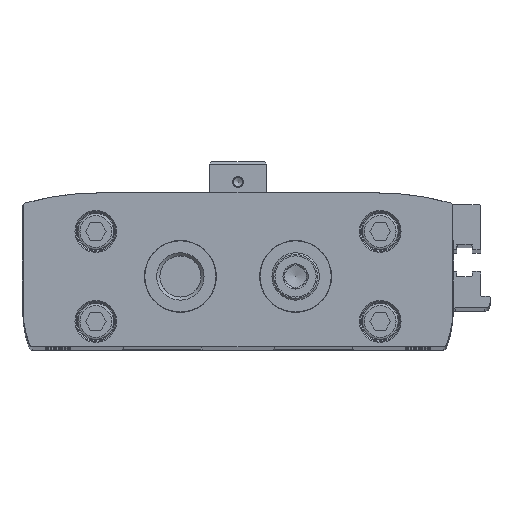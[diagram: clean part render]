
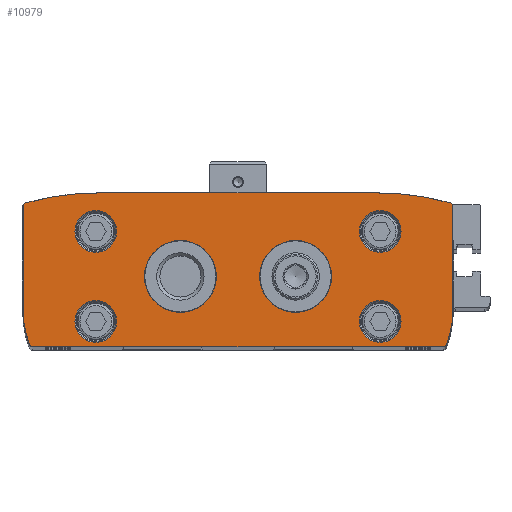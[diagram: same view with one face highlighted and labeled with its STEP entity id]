
A CAD part, top view. The second image highlights one B-rep face of the part: STEP entity #10979.
In plain terms, the highlighted planar face has unit normal (0, 0, 1).
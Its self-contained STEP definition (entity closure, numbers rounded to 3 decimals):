
#507=CIRCLE('',#11831,75.);
#513=CIRCLE('',#11840,75.);
#668=CIRCLE('',#12117,5.8);
#669=CIRCLE('',#12118,5.8);
#670=CIRCLE('',#12119,5.8);
#671=CIRCLE('',#12120,5.8);
#672=CIRCLE('',#12121,10.);
#673=CIRCLE('',#12122,10.);
#674=CIRCLE('',#12123,28.);
#675=CIRCLE('',#12124,1.);
#676=CIRCLE('',#12125,1.);
#677=CIRCLE('',#12126,28.);
#678=CIRCLE('',#12127,1.);
#679=CIRCLE('',#12128,1.);
#1946=ORIENTED_EDGE('',*,*,#4599,.F.);
#1947=ORIENTED_EDGE('',*,*,#4600,.F.);
#1948=ORIENTED_EDGE('',*,*,#4601,.F.);
#1949=ORIENTED_EDGE('',*,*,#4602,.F.);
#1950=ORIENTED_EDGE('',*,*,#4603,.F.);
#1951=ORIENTED_EDGE('',*,*,#4604,.F.);
#1952=ORIENTED_EDGE('',*,*,#4605,.T.);
#1953=ORIENTED_EDGE('',*,*,#4606,.T.);
#1954=ORIENTED_EDGE('',*,*,#4607,.T.);
#1955=ORIENTED_EDGE('',*,*,#4083,.T.);
#1956=ORIENTED_EDGE('',*,*,#4608,.T.);
#1957=ORIENTED_EDGE('',*,*,#4609,.T.);
#1958=ORIENTED_EDGE('',*,*,#4610,.T.);
#1959=ORIENTED_EDGE('',*,*,#4611,.T.);
#1960=ORIENTED_EDGE('',*,*,#4197,.T.);
#1961=ORIENTED_EDGE('',*,*,#4612,.T.);
#1962=ORIENTED_EDGE('',*,*,#4179,.T.);
#1963=ORIENTED_EDGE('',*,*,#4613,.T.);
#4083=EDGE_CURVE('',#5586,#5589,#6673,.T.);
#4179=EDGE_CURVE('',#5674,#5677,#507,.T.);
#4197=EDGE_CURVE('',#5692,#5695,#513,.T.);
#4599=EDGE_CURVE('',#5974,#5974,#668,.T.);
#4600=EDGE_CURVE('',#5975,#5975,#669,.T.);
#4601=EDGE_CURVE('',#5976,#5976,#670,.T.);
#4602=EDGE_CURVE('',#5977,#5977,#671,.T.);
#4603=EDGE_CURVE('',#5978,#5978,#672,.T.);
#4604=EDGE_CURVE('',#5979,#5979,#673,.T.);
#4605=EDGE_CURVE('',#5980,#5981,#6975,.T.);
#4606=EDGE_CURVE('',#5981,#5982,#674,.T.);
#4607=EDGE_CURVE('',#5982,#5586,#675,.T.);
#4608=EDGE_CURVE('',#5589,#5983,#676,.T.);
#4609=EDGE_CURVE('',#5983,#5984,#677,.T.);
#4610=EDGE_CURVE('',#5984,#5985,#6976,.T.);
#4611=EDGE_CURVE('',#5985,#5692,#678,.T.);
#4612=EDGE_CURVE('',#5695,#5674,#6977,.T.);
#4613=EDGE_CURVE('',#5677,#5980,#679,.T.);
#5586=VERTEX_POINT('',#16652);
#5589=VERTEX_POINT('',#16657);
#5674=VERTEX_POINT('',#16854);
#5677=VERTEX_POINT('',#16859);
#5692=VERTEX_POINT('',#16935);
#5695=VERTEX_POINT('',#16940);
#5974=VERTEX_POINT('',#17758);
#5975=VERTEX_POINT('',#17760);
#5976=VERTEX_POINT('',#17762);
#5977=VERTEX_POINT('',#17764);
#5978=VERTEX_POINT('',#17766);
#5979=VERTEX_POINT('',#17768);
#5980=VERTEX_POINT('',#17770);
#5981=VERTEX_POINT('',#17771);
#5982=VERTEX_POINT('',#17773);
#5983=VERTEX_POINT('',#17776);
#5984=VERTEX_POINT('',#17778);
#5985=VERTEX_POINT('',#17780);
#6673=LINE('',#16658,#7551);
#6975=LINE('',#17769,#7853);
#6976=LINE('',#17779,#7854);
#6977=LINE('',#17782,#7855);
#7551=VECTOR('',#13112,1000.);
#7853=VECTOR('',#14124,1000.);
#7854=VECTOR('',#14133,1000.);
#7855=VECTOR('',#14136,1000.);
#8610=EDGE_LOOP('',(#1946));
#8611=EDGE_LOOP('',(#1947));
#8612=EDGE_LOOP('',(#1948));
#8613=EDGE_LOOP('',(#1949));
#8614=EDGE_LOOP('',(#1950));
#8615=EDGE_LOOP('',(#1951));
#8616=EDGE_LOOP('',(#1952,#1953,#1954,#1955,#1956,#1957,#1958,#1959,#1960,
#1961,#1962,#1963));
#9640=FACE_BOUND('',#8610,.T.);
#9641=FACE_BOUND('',#8611,.T.);
#9642=FACE_BOUND('',#8612,.T.);
#9643=FACE_BOUND('',#8613,.T.);
#9644=FACE_BOUND('',#8614,.T.);
#9645=FACE_BOUND('',#8615,.T.);
#9646=FACE_BOUND('',#8616,.T.);
#10561=PLANE('',#12116);
#10979=ADVANCED_FACE('',(#9640,#9641,#9642,#9643,#9644,#9645,#9646),#10561,
 .T.);
#11831=AXIS2_PLACEMENT_3D('',#16860,#13289,#13290);
#11840=AXIS2_PLACEMENT_3D('',#16941,#13313,#13314);
#12116=AXIS2_PLACEMENT_3D('',#17756,#14110,#14111);
#12117=AXIS2_PLACEMENT_3D('',#17757,#14112,#14113);
#12118=AXIS2_PLACEMENT_3D('',#17759,#14114,#14115);
#12119=AXIS2_PLACEMENT_3D('',#17761,#14116,#14117);
#12120=AXIS2_PLACEMENT_3D('',#17763,#14118,#14119);
#12121=AXIS2_PLACEMENT_3D('',#17765,#14120,#14121);
#12122=AXIS2_PLACEMENT_3D('',#17767,#14122,#14123);
#12123=AXIS2_PLACEMENT_3D('',#17772,#14125,#14126);
#12124=AXIS2_PLACEMENT_3D('',#17774,#14127,#14128);
#12125=AXIS2_PLACEMENT_3D('',#17775,#14129,#14130);
#12126=AXIS2_PLACEMENT_3D('',#17777,#14131,#14132);
#12127=AXIS2_PLACEMENT_3D('',#17781,#14134,#14135);
#12128=AXIS2_PLACEMENT_3D('',#17783,#14137,#14138);
#13112=DIRECTION('',(1.,0.,0.));
#13289=DIRECTION('',(0.,0.,1.));
#13290=DIRECTION('',(1.,0.,0.));
#13313=DIRECTION('',(0.,0.,1.));
#13314=DIRECTION('',(1.,0.,0.));
#14110=DIRECTION('',(0.,0.,1.));
#14111=DIRECTION('',(1.,0.,0.));
#14112=DIRECTION('',(0.,0.,1.));
#14113=DIRECTION('',(1.,0.,0.));
#14114=DIRECTION('',(0.,0.,1.));
#14115=DIRECTION('',(1.,0.,0.));
#14116=DIRECTION('',(0.,0.,1.));
#14117=DIRECTION('',(1.,0.,0.));
#14118=DIRECTION('',(0.,0.,1.));
#14119=DIRECTION('',(1.,0.,0.));
#14120=DIRECTION('',(0.,0.,1.));
#14121=DIRECTION('',(1.,0.,0.));
#14122=DIRECTION('',(0.,0.,1.));
#14123=DIRECTION('',(1.,0.,0.));
#14124=DIRECTION('',(0.,-1.,0.));
#14125=DIRECTION('',(0.,0.,1.));
#14126=DIRECTION('',(1.,0.,0.));
#14127=DIRECTION('',(0.,0.,1.));
#14128=DIRECTION('',(1.,0.,0.));
#14129=DIRECTION('',(0.,0.,1.));
#14130=DIRECTION('',(1.,0.,0.));
#14131=DIRECTION('',(0.,0.,1.));
#14132=DIRECTION('',(1.,0.,0.));
#14133=DIRECTION('',(0.,1.,0.));
#14134=DIRECTION('',(0.,0.,1.));
#14135=DIRECTION('',(1.,0.,0.));
#14136=DIRECTION('',(-1.,0.,0.));
#14137=DIRECTION('',(0.,0.,1.));
#14138=DIRECTION('',(1.,0.,0.));
#16652=CARTESIAN_POINT('',(-56.974,0.,300.));
#16657=CARTESIAN_POINT('',(56.974,0.,300.));
#16658=CARTESIAN_POINT('',(-56.974,0.,300.));
#16854=CARTESIAN_POINT('',(-38.7,42.7,300.));
#16859=CARTESIAN_POINT('',(-58.97,39.909,300.));
#16860=CARTESIAN_POINT('',(-38.7,-32.3,300.));
#16935=CARTESIAN_POINT('',(58.97,39.909,300.));
#16940=CARTESIAN_POINT('',(38.7,42.7,300.));
#16941=CARTESIAN_POINT('',(38.7,-32.3,300.));
#17756=CARTESIAN_POINT('',(-31.7,10.5,300.));
#17757=CARTESIAN_POINT('',(-39.5,7.,300.));
#17758=CARTESIAN_POINT('',(-33.7,7.,300.));
#17759=CARTESIAN_POINT('',(-39.5,32.,300.));
#17760=CARTESIAN_POINT('',(-33.7,32.,300.));
#17761=CARTESIAN_POINT('',(39.5,32.,300.));
#17762=CARTESIAN_POINT('',(45.3,32.,300.));
#17763=CARTESIAN_POINT('',(39.5,7.,300.));
#17764=CARTESIAN_POINT('',(45.3,7.,300.));
#17765=CARTESIAN_POINT('',(-16.,19.5,300.));
#17766=CARTESIAN_POINT('',(-6.,19.5,300.));
#17767=CARTESIAN_POINT('',(16.,19.5,300.));
#17768=CARTESIAN_POINT('',(26.,19.5,300.));
#17769=CARTESIAN_POINT('',(-59.7,38.946,300.));
#17770=CARTESIAN_POINT('',(-59.7,38.946,300.));
#17771=CARTESIAN_POINT('',(-59.7,10.5,300.));
#17772=CARTESIAN_POINT('',(-31.7,10.5,300.));
#17773=CARTESIAN_POINT('',(-57.91,0.648,300.));
#17774=CARTESIAN_POINT('',(-56.974,1.,300.));
#17775=CARTESIAN_POINT('',(56.974,1.,300.));
#17776=CARTESIAN_POINT('',(57.91,0.648,300.));
#17777=CARTESIAN_POINT('',(31.7,10.5,300.));
#17778=CARTESIAN_POINT('',(59.7,10.5,300.));
#17779=CARTESIAN_POINT('',(59.7,10.5,300.));
#17780=CARTESIAN_POINT('',(59.7,38.946,300.));
#17781=CARTESIAN_POINT('',(58.7,38.946,300.));
#17782=CARTESIAN_POINT('',(38.7,42.7,300.));
#17783=CARTESIAN_POINT('',(-58.7,38.946,300.));
